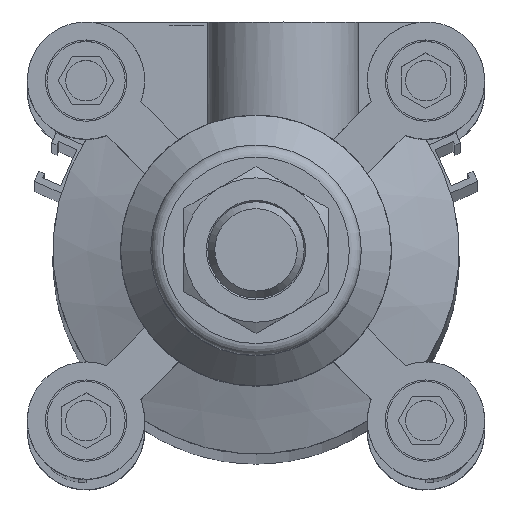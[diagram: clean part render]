
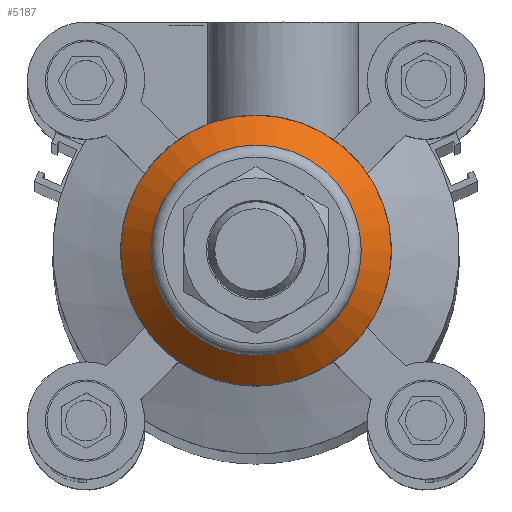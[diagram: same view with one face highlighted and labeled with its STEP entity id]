
A CAD part, top view. The second image highlights one B-rep face of the part: STEP entity #5187.
In plain terms, the highlighted conical face has half-angle 45 degrees and reference radius 20 mm.
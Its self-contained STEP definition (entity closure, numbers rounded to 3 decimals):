
#72=CONICAL_SURFACE('',#5622,20.,0.785);
#264=CIRCLE('',#5621,17.5);
#265=CIRCLE('',#5623,22.5);
#993=ORIENTED_EDGE('',*,*,#2150,.T.);
#994=ORIENTED_EDGE('',*,*,#2149,.F.);
#2149=EDGE_CURVE('',#2778,#2778,#264,.T.);
#2150=EDGE_CURVE('',#2779,#2779,#265,.T.);
#2778=VERTEX_POINT('',#8101);
#2779=VERTEX_POINT('',#8104);
#4157=EDGE_LOOP('',(#993));
#4158=EDGE_LOOP('',(#994));
#4575=FACE_BOUND('',#4157,.T.);
#4576=FACE_BOUND('',#4158,.T.);
#5187=ADVANCED_FACE('',(#4575,#4576),#72,.T.);
#5621=AXIS2_PLACEMENT_3D('',#8100,#6544,#6545);
#5622=AXIS2_PLACEMENT_3D('',#8102,#6546,#6547);
#5623=AXIS2_PLACEMENT_3D('',#8103,#6548,#6549);
#6544=DIRECTION('',(0.,1.,0.));
#6545=DIRECTION('',(-1.,0.,0.));
#6546=DIRECTION('',(0.,-1.,0.));
#6547=DIRECTION('',(-1.,0.,0.));
#6548=DIRECTION('',(0.,1.,0.));
#6549=DIRECTION('',(-1.,0.,0.));
#8100=CARTESIAN_POINT('',(0.,45.,0.));
#8101=CARTESIAN_POINT('',(-17.5,45.,0.));
#8102=CARTESIAN_POINT('',(0.,42.5,0.));
#8103=CARTESIAN_POINT('',(0.,40.,0.));
#8104=CARTESIAN_POINT('',(-22.5,40.,0.));
